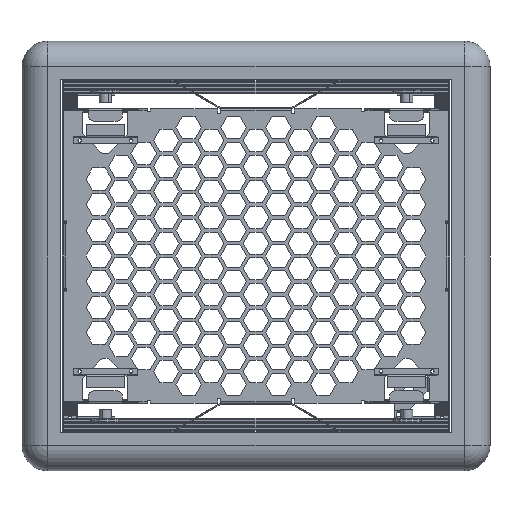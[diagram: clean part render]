
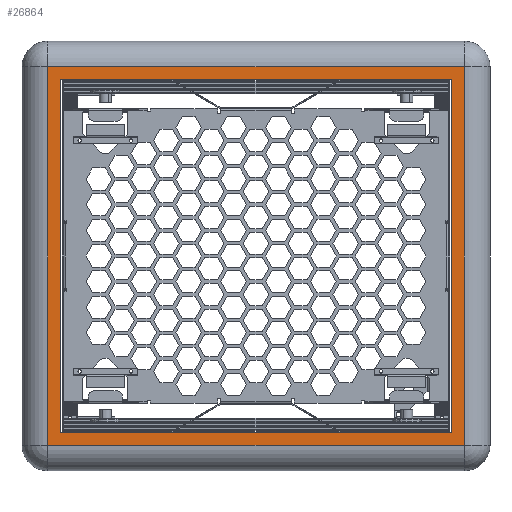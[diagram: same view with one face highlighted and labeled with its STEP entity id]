
A CAD part, front view. The second image highlights one B-rep face of the part: STEP entity #26864.
In plain terms, the highlighted planar face has unit normal (0, -1, 0).
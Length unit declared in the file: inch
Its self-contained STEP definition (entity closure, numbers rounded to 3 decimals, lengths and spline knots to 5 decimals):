
#1266 = ORIENTED_EDGE ( 'NONE', *, *, #20799, .T. ) ;
#1558 = CARTESIAN_POINT ( 'NONE',  ( 18.25, 0., -14.75 ) ) ;
#1643 = EDGE_LOOP ( 'NONE', ( #62296, #44659, #4774, #65691 ) ) ;
#2311 = VERTEX_POINT ( 'NONE', #13582 ) ;
#3367 = AXIS2_PLACEMENT_3D ( 'NONE', #62090, #21036, #51956 ) ;
#3419 = LINE ( 'NONE', #18550, #29931 ) ;
#3864 = LINE ( 'NONE', #1558, #9475 ) ;
#3985 = CARTESIAN_POINT ( 'NONE',  ( 15.25, 0., 13.75 ) ) ;
#4655 = DIRECTION ( 'NONE',  ( 0., 0., 1. ) ) ;
#4774 = ORIENTED_EDGE ( 'NONE', *, *, #58694, .T. ) ;
#9475 = VECTOR ( 'NONE', #32425, 39.37008 ) ;
#10719 = PLANE ( 'NONE',  #3367 ) ;
#13582 = CARTESIAN_POINT ( 'NONE',  ( 15.25, 0., -13.75 ) ) ;
#16359 = VERTEX_POINT ( 'NONE', #32817 ) ;
#16504 = VERTEX_POINT ( 'NONE', #28157 ) ;
#17670 = EDGE_CURVE ( 'NONE', #2311, #16504, #66510, .T. ) ;
#17984 = CARTESIAN_POINT ( 'NONE',  ( -16.25, 0., -16.75 ) ) ;
#18299 = VECTOR ( 'NONE', #66430, 39.37008 ) ;
#18550 = CARTESIAN_POINT ( 'NONE',  ( -15.25, 0., 13.75 ) ) ;
#18555 = ORIENTED_EDGE ( 'NONE', *, *, #26543, .T. ) ;
#19035 = CARTESIAN_POINT ( 'NONE',  ( 15.25, 0., 13.75 ) ) ;
#19988 = FACE_OUTER_BOUND ( 'NONE', #52672, .T. ) ;
#20799 = EDGE_CURVE ( 'NONE', #49723, #32471, #3864, .T. ) ;
#21036 = DIRECTION ( 'NONE',  ( 0., -1., 0. ) ) ;
#21101 = CARTESIAN_POINT ( 'NONE',  ( 16.25, 0., 14.75 ) ) ;
#25358 = LINE ( 'NONE', #33986, #59067 ) ;
#25447 = LINE ( 'NONE', #30980, #31014 ) ;
#26543 = EDGE_CURVE ( 'NONE', #41698, #49723, #31209, .T. ) ;
#26864 = ADVANCED_FACE ( 'NONE', ( #53674, #19988 ), #10719, .T. ) ;
#28067 = DIRECTION ( 'NONE',  ( 0., 0., -1. ) ) ;
#28157 = CARTESIAN_POINT ( 'NONE',  ( -15.25, 0., -13.75 ) ) ;
#28432 = EDGE_CURVE ( 'NONE', #36486, #41698, #25358, .T. ) ;
#29931 = VECTOR ( 'NONE', #59601, 39.37008 ) ;
#30972 = CARTESIAN_POINT ( 'NONE',  ( 16.25, 0., -14.75 ) ) ;
#30980 = CARTESIAN_POINT ( 'NONE',  ( -15.25, 0., 13.75 ) ) ;
#31014 = VECTOR ( 'NONE', #41498, 39.37008 ) ;
#31209 = LINE ( 'NONE', #17984, #60122 ) ;
#32425 = DIRECTION ( 'NONE',  ( 1., 0., 0. ) ) ;
#32471 = VERTEX_POINT ( 'NONE', #30972 ) ;
#32817 = CARTESIAN_POINT ( 'NONE',  ( -15.25, 0., 13.75 ) ) ;
#33986 = CARTESIAN_POINT ( 'NONE',  ( -18.25, 0., 14.75 ) ) ;
#35823 = CARTESIAN_POINT ( 'NONE',  ( -15.25, 0., -13.75 ) ) ;
#36486 = VERTEX_POINT ( 'NONE', #21101 ) ;
#38099 = VERTEX_POINT ( 'NONE', #19035 ) ;
#38359 = LINE ( 'NONE', #50812, #62496 ) ;
#38719 = EDGE_CURVE ( 'NONE', #16359, #38099, #25447, .T. ) ;
#38853 = CARTESIAN_POINT ( 'NONE',  ( -16.25, 0., 14.75 ) ) ;
#41498 = DIRECTION ( 'NONE',  ( 1., 0., 0. ) ) ;
#41698 = VERTEX_POINT ( 'NONE', #38853 ) ;
#43470 = CARTESIAN_POINT ( 'NONE',  ( -16.25, 0., -14.75 ) ) ;
#44659 = ORIENTED_EDGE ( 'NONE', *, *, #17670, .T. ) ;
#49723 = VERTEX_POINT ( 'NONE', #43470 ) ;
#50622 = EDGE_CURVE ( 'NONE', #32471, #36486, #38359, .T. ) ;
#50812 = CARTESIAN_POINT ( 'NONE',  ( 16.25, 0., 16.75 ) ) ;
#51956 = DIRECTION ( 'NONE',  ( 0., 0., -1. ) ) ;
#52672 = EDGE_LOOP ( 'NONE', ( #18555, #1266, #63980, #58236 ) ) ;
#53674 = FACE_BOUND ( 'NONE', #1643, .T. ) ;
#54219 = DIRECTION ( 'NONE',  ( -1., 0., 0. ) ) ;
#58236 = ORIENTED_EDGE ( 'NONE', *, *, #28432, .T. ) ;
#58694 = EDGE_CURVE ( 'NONE', #16504, #16359, #3419, .T. ) ;
#58734 = EDGE_CURVE ( 'NONE', #38099, #2311, #62851, .T. ) ;
#59067 = VECTOR ( 'NONE', #54219, 39.37008 ) ;
#59601 = DIRECTION ( 'NONE',  ( 0., 0., 1. ) ) ;
#60122 = VECTOR ( 'NONE', #28067, 39.37008 ) ;
#60250 = DIRECTION ( 'NONE',  ( 0., 0., -1. ) ) ;
#61228 = VECTOR ( 'NONE', #60250, 39.37008 ) ;
#62090 = CARTESIAN_POINT ( 'NONE',  ( 0., 0., 0. ) ) ;
#62296 = ORIENTED_EDGE ( 'NONE', *, *, #58734, .T. ) ;
#62496 = VECTOR ( 'NONE', #4655, 39.37008 ) ;
#62851 = LINE ( 'NONE', #3985, #61228 ) ;
#63980 = ORIENTED_EDGE ( 'NONE', *, *, #50622, .T. ) ;
#65691 = ORIENTED_EDGE ( 'NONE', *, *, #38719, .T. ) ;
#66430 = DIRECTION ( 'NONE',  ( -1., 0., 0. ) ) ;
#66510 = LINE ( 'NONE', #35823, #18299 ) ;
